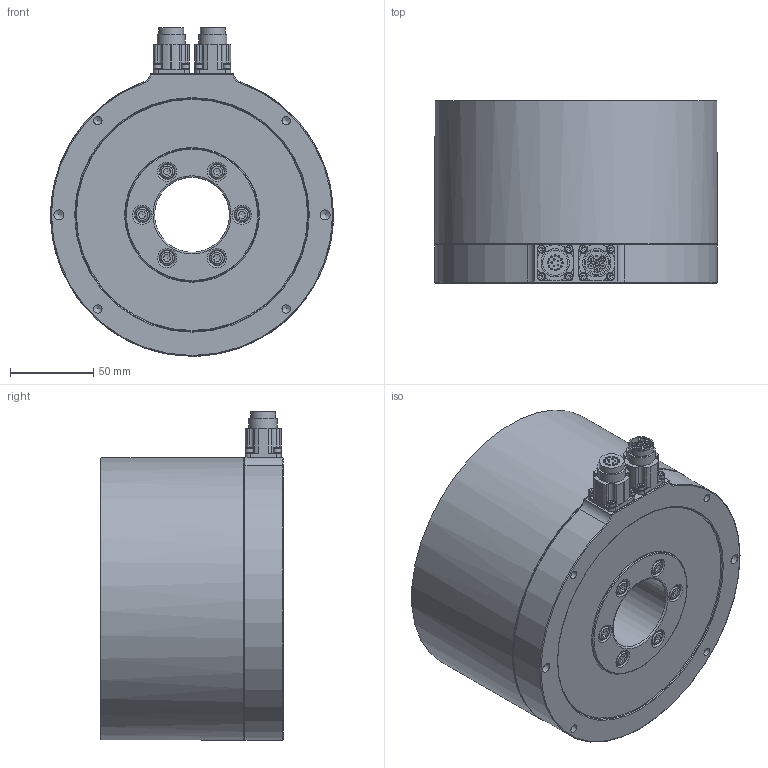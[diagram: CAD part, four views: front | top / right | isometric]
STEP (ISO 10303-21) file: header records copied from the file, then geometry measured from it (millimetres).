
FILE_DESCRIPTION (( 'STEP AP203' ), '1' );
FILE_NAME ('DMY63G(H).STEP', '2019-09-03T02:56:00', ( '' ), ( '' ), 'SwSTEP 2.0', 'SolidWorks 2015', '' );
FILE_SCHEMA (( 'CONFIG_CONTROL_DESIGN' ));
Length unit declared in the file: millimetre
Products named in the file (1): DMY63G(H)
Bounding box: 170 x 109.5 x 197.5 mm (x, y, z)
Volume: 2307299.6 mm3; surface area: 129219.1 mm2
Topology: 1 solids, 1 shells, 623 faces, 1441 edges, 933 vertices
Faces by surface type: plane 343, cylinder 195, cone 50, torus 29, bspline 6
Full cylindrical faces by diameter (mm): 0.5 x17, 1 x24, 1.5 x2, 2.5 x8, 2.7 x8, 3.2 x6, 4.5 x8, 5 x10, 5.5 x6, 5.9 x6, 6 x4, 6.5 x6, 8.5 x6, 9.5 x6, 14.1 x1, 15 x2, 17 x2, 45 x1, 132 x1, 169.5 x1, 170 x1
Entity records: 16106 total; most frequent: CARTESIAN_POINT 3162, DIRECTION 2765, ORIENTED_EDGE 2260, AXIS2_PLACEMENT_3D 1131, EDGE_CURVE 1130, EDGE_LOOP 958, VERTEX_POINT 828, FACE_OUTER_BOUND 777
